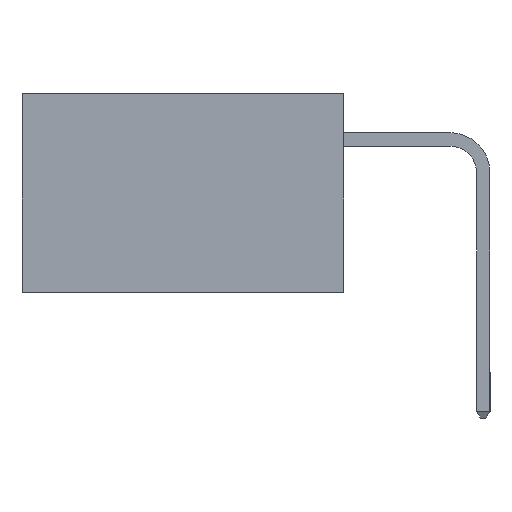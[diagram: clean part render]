
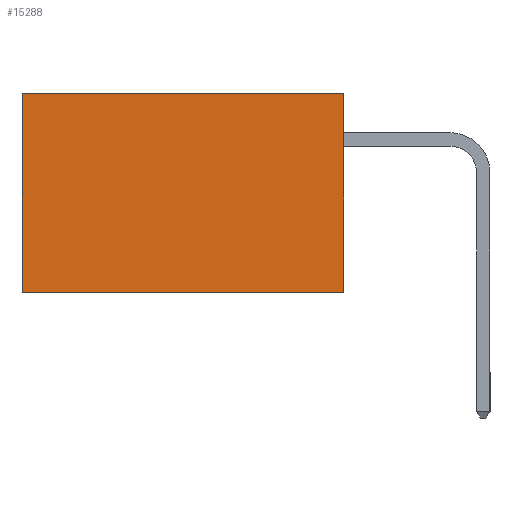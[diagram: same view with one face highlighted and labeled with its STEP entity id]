
A CAD part, left-side view. The second image highlights one B-rep face of the part: STEP entity #15288.
In plain terms, the highlighted planar face has unit normal (-1, 0, 0).
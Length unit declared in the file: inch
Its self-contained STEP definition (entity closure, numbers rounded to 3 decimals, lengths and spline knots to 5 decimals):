
#609 = ORIENTED_EDGE ( 'NONE', *, *, #15747, .T. ) ;
#615 = ORIENTED_EDGE ( 'NONE', *, *, #12693, .F. ) ;
#1628 = EDGE_CURVE ( 'NONE', #4628, #8349, #6820, .T. ) ;
#1719 = CARTESIAN_POINT ( 'NONE',  ( 0.2615, 0., -0.37 ) ) ;
#1800 = DIRECTION ( 'NONE',  ( 0., 0., -1. ) ) ;
#3057 = DIRECTION ( 'NONE',  ( 0., 0., -1. ) ) ;
#3065 = VERTEX_POINT ( 'NONE', #3444 ) ;
#3112 = DIRECTION ( 'NONE',  ( 0., 1., 0. ) ) ;
#3444 = CARTESIAN_POINT ( 'NONE',  ( 0.2615, 0.6, 0. ) ) ;
#3751 = CARTESIAN_POINT ( 'NONE',  ( 0.2615, 0., 0. ) ) ;
#4277 = PLANE ( 'NONE',  #13654 ) ;
#4465 = DIRECTION ( 'NONE',  ( 0., 1., 0. ) ) ;
#4628 = VERTEX_POINT ( 'NONE', #13957 ) ;
#4654 = CARTESIAN_POINT ( 'NONE',  ( 0.2615, 0., 0. ) ) ;
#5081 = VERTEX_POINT ( 'NONE', #4654 ) ;
#5599 = DIRECTION ( 'NONE',  ( 1., 0., 0. ) ) ;
#6820 = LINE ( 'NONE', #8224, #6823 ) ;
#6823 = VECTOR ( 'NONE', #4465, 39.37008 ) ;
#7444 = DIRECTION ( 'NONE',  ( 0., 0., -1. ) ) ;
#8080 = EDGE_LOOP ( 'NONE', ( #13469, #9233, #615, #609 ) ) ;
#8224 = CARTESIAN_POINT ( 'NONE',  ( 0.2615, 0., -0.37 ) ) ;
#8324 = LINE ( 'NONE', #11032, #12509 ) ;
#8349 = VERTEX_POINT ( 'NONE', #8495 ) ;
#8495 = CARTESIAN_POINT ( 'NONE',  ( 0.2615, 0.6, -0.37 ) ) ;
#9233 = ORIENTED_EDGE ( 'NONE', *, *, #1628, .F. ) ;
#10079 = CARTESIAN_POINT ( 'NONE',  ( 0.2615, 0., -0.37 ) ) ;
#11032 = CARTESIAN_POINT ( 'NONE',  ( 0.2615, 0.6, -0.37 ) ) ;
#11122 = LINE ( 'NONE', #10079, #13631 ) ;
#12477 = EDGE_CURVE ( 'NONE', #3065, #8349, #8324, .T. ) ;
#12509 = VECTOR ( 'NONE', #3057, 39.37008 ) ;
#12693 = EDGE_CURVE ( 'NONE', #5081, #4628, #11122, .T. ) ;
#13104 = VECTOR ( 'NONE', #3112, 39.37008 ) ;
#13469 = ORIENTED_EDGE ( 'NONE', *, *, #12477, .T. ) ;
#13631 = VECTOR ( 'NONE', #7444, 39.37008 ) ;
#13654 = AXIS2_PLACEMENT_3D ( 'NONE', #1719, #5599, #1800 ) ;
#13957 = CARTESIAN_POINT ( 'NONE',  ( 0.2615, 0., -0.37 ) ) ;
#15288 = ADVANCED_FACE ( 'NONE', ( #16463 ), #4277, .F. ) ;
#15747 = EDGE_CURVE ( 'NONE', #5081, #3065, #17069, .T. ) ;
#16463 = FACE_OUTER_BOUND ( 'NONE', #8080, .T. ) ;
#17069 = LINE ( 'NONE', #3751, #13104 ) ;
